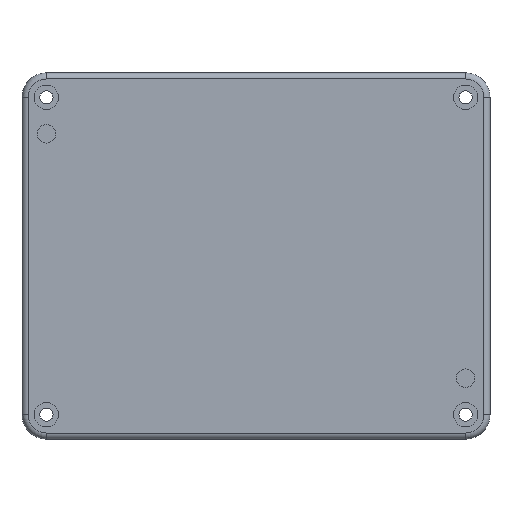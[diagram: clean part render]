
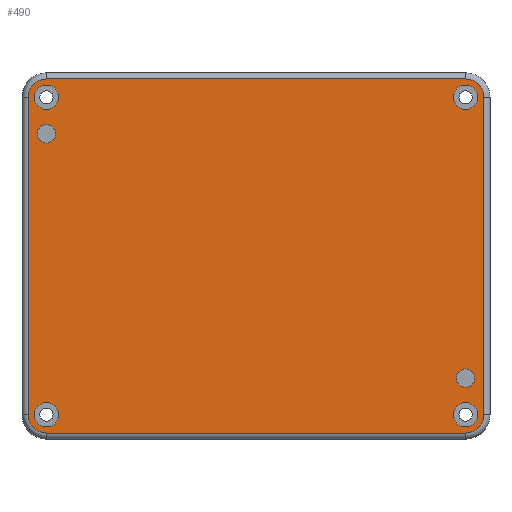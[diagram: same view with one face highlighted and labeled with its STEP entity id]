
A CAD part, front view. The second image highlights one B-rep face of the part: STEP entity #490.
In plain terms, the highlighted planar face has unit normal (0, -1, 0).
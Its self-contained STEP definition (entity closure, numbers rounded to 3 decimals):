
#490=ADVANCED_FACE('',(#1016,#1017,#1018,#1019,#1020,#1021,#1022),#1023,.T.);
#1016=FACE_BOUND('',#1551,.T.);
#1017=FACE_BOUND('',#1552,.T.);
#1018=FACE_BOUND('',#1553,.T.);
#1019=FACE_BOUND('',#1554,.T.);
#1020=FACE_BOUND('',#1555,.T.);
#1021=FACE_BOUND('',#1556,.T.);
#1022=FACE_OUTER_BOUND('',#1557,.T.);
#1023=PLANE('',#1558);
#1551=EDGE_LOOP('',(#2927,#2928));
#1552=EDGE_LOOP('',(#2929,#2930));
#1553=EDGE_LOOP('',(#2931,#2932));
#1554=EDGE_LOOP('',(#2933,#2934));
#1555=EDGE_LOOP('',(#2935,#2936));
#1556=EDGE_LOOP('',(#2937,#2938));
#1557=EDGE_LOOP('',(#2939,#2940,#2941,#2942,#2943,#2944,#2945,#2946));
#1558=AXIS2_PLACEMENT_3D('',#2947,#2948,#2949);
#2927=ORIENTED_EDGE('',*,*,#3328,.T.);
#2928=ORIENTED_EDGE('',*,*,#3326,.T.);
#2929=ORIENTED_EDGE('',*,*,#3335,.T.);
#2930=ORIENTED_EDGE('',*,*,#3316,.T.);
#2931=ORIENTED_EDGE('',*,*,#3342,.T.);
#2932=ORIENTED_EDGE('',*,*,#3306,.T.);
#2933=ORIENTED_EDGE('',*,*,#3353,.T.);
#2934=ORIENTED_EDGE('',*,*,#3291,.T.);
#2935=ORIENTED_EDGE('',*,*,#3364,.T.);
#2936=ORIENTED_EDGE('',*,*,#3276,.T.);
#2937=ORIENTED_EDGE('',*,*,#3375,.T.);
#2938=ORIENTED_EDGE('',*,*,#3261,.T.);
#2939=ORIENTED_EDGE('',*,*,#3538,.T.);
#2940=ORIENTED_EDGE('',*,*,#3542,.F.);
#2941=ORIENTED_EDGE('',*,*,#3562,.T.);
#2942=ORIENTED_EDGE('',*,*,#3563,.T.);
#2943=ORIENTED_EDGE('',*,*,#3564,.T.);
#2944=ORIENTED_EDGE('',*,*,#3565,.T.);
#2945=ORIENTED_EDGE('',*,*,#3560,.T.);
#2946=ORIENTED_EDGE('',*,*,#3566,.F.);
#2947=CARTESIAN_POINT('',(0.,-50.0,-45.0));
#2948=DIRECTION('',(0.0,-1.0,0.0));
#2949=DIRECTION('',(1.0,0.0,0.0));
#3261=EDGE_CURVE('',#3929,#3933,#3935,.T.);
#3276=EDGE_CURVE('',#3956,#3960,#3962,.T.);
#3291=EDGE_CURVE('',#3983,#3987,#3989,.T.);
#3306=EDGE_CURVE('',#4010,#4014,#4016,.T.);
#3316=EDGE_CURVE('',#4028,#4032,#4034,.T.);
#3326=EDGE_CURVE('',#4046,#4050,#4052,.T.);
#3328=EDGE_CURVE('',#4050,#4046,#4054,.T.);
#3335=EDGE_CURVE('',#4032,#4028,#4061,.T.);
#3342=EDGE_CURVE('',#4014,#4010,#4068,.T.);
#3353=EDGE_CURVE('',#3987,#3983,#4079,.T.);
#3364=EDGE_CURVE('',#3960,#3956,#4090,.T.);
#3375=EDGE_CURVE('',#3933,#3929,#4101,.T.);
#3538=EDGE_CURVE('',#4330,#4332,#4334,.T.);
#3542=EDGE_CURVE('',#4338,#4332,#4340,.T.);
#3560=EDGE_CURVE('',#4364,#4366,#4368,.T.);
#3562=EDGE_CURVE('',#4338,#4370,#4371,.T.);
#3563=EDGE_CURVE('',#4370,#4372,#4373,.T.);
#3564=EDGE_CURVE('',#4372,#4374,#4375,.T.);
#3565=EDGE_CURVE('',#4374,#4364,#4376,.T.);
#3566=EDGE_CURVE('',#4330,#4366,#4377,.T.);
#3929=VERTEX_POINT('',#4835);
#3933=VERTEX_POINT('',#4840);
#3935=CIRCLE('',#4843,3.);
#3956=VERTEX_POINT('',#4868);
#3960=VERTEX_POINT('',#4873);
#3962=CIRCLE('',#4876,3.);
#3983=VERTEX_POINT('',#4901);
#3987=VERTEX_POINT('',#4906);
#3989=CIRCLE('',#4909,3.);
#4010=VERTEX_POINT('',#4934);
#4014=VERTEX_POINT('',#4939);
#4016=CIRCLE('',#4942,3.);
#4028=VERTEX_POINT('',#4956);
#4032=VERTEX_POINT('',#4961);
#4034=CIRCLE('',#4964,2.25);
#4046=VERTEX_POINT('',#4978);
#4050=VERTEX_POINT('',#4983);
#4052=CIRCLE('',#4986,2.25);
#4054=CIRCLE('',#4988,2.25);
#4061=CIRCLE('',#4995,2.25);
#4068=CIRCLE('',#5002,3.);
#4079=CIRCLE('',#5013,3.);
#4090=CIRCLE('',#5024,3.);
#4101=CIRCLE('',#5035,3.);
#4330=VERTEX_POINT('',#5344);
#4332=VERTEX_POINT('',#5346);
#4334=CIRCLE('',#5348,4.5);
#4338=VERTEX_POINT('',#5353);
#4340=LINE('',#5355,#5356);
#4364=VERTEX_POINT('',#5387);
#4366=VERTEX_POINT('',#5389);
#4368=CIRCLE('',#5391,4.5);
#4370=VERTEX_POINT('',#5393);
#4371=CIRCLE('',#5394,4.5);
#4372=VERTEX_POINT('',#5395);
#4373=LINE('',#5396,#5397);
#4374=VERTEX_POINT('',#5398);
#4375=CIRCLE('',#5399,4.5);
#4376=LINE('',#5400,#5401);
#4377=LINE('',#5402,#5403);
#4835=CARTESIAN_POINT('',(-48.5,-50.0,-39.0));
#4840=CARTESIAN_POINT('',(-54.5,-50.0,-39.0));
#4843=AXIS2_PLACEMENT_3D('',#5747,#5748,#5749);
#4868=CARTESIAN_POINT('',(-48.5,-50.0,39.0));
#4873=CARTESIAN_POINT('',(-54.5,-50.0,39.0));
#4876=AXIS2_PLACEMENT_3D('',#5771,#5772,#5773);
#4901=CARTESIAN_POINT('',(54.5,-50.0,-39.0));
#4906=CARTESIAN_POINT('',(48.5,-50.0,-39.0));
#4909=AXIS2_PLACEMENT_3D('',#5795,#5796,#5797);
#4934=CARTESIAN_POINT('',(54.5,-50.0,39.0));
#4939=CARTESIAN_POINT('',(48.5,-50.0,39.0));
#4942=AXIS2_PLACEMENT_3D('',#5819,#5820,#5821);
#4956=CARTESIAN_POINT('',(53.75,-50.0,-30.0));
#4961=CARTESIAN_POINT('',(49.25,-50.0,-30.0));
#4964=AXIS2_PLACEMENT_3D('',#5835,#5836,#5837);
#4978=CARTESIAN_POINT('',(-49.25,-50.0,30.0));
#4983=CARTESIAN_POINT('',(-53.75,-50.0,30.0));
#4986=AXIS2_PLACEMENT_3D('',#5851,#5852,#5853);
#4988=AXIS2_PLACEMENT_3D('',#5854,#5855,#5856);
#4995=AXIS2_PLACEMENT_3D('',#5866,#5867,#5868);
#5002=AXIS2_PLACEMENT_3D('',#5878,#5879,#5880);
#5013=AXIS2_PLACEMENT_3D('',#5896,#5897,#5898);
#5024=AXIS2_PLACEMENT_3D('',#5914,#5915,#5916);
#5035=AXIS2_PLACEMENT_3D('',#5932,#5933,#5934);
#5344=CARTESIAN_POINT('',(-51.5,-50.0,43.5));
#5346=CARTESIAN_POINT('',(-56.0,-50.0,39.0));
#5348=AXIS2_PLACEMENT_3D('',#6120,#6121,#6122);
#5353=CARTESIAN_POINT('',(-56.0,-50.0,-39.0));
#5355=CARTESIAN_POINT('',(-56.0,-50.0,-45.0));
#5356=VECTOR('',#6127,1.0);
#5387=CARTESIAN_POINT('',(56.0,-50.0,39.0));
#5389=CARTESIAN_POINT('',(51.5,-50.0,43.5));
#5391=AXIS2_PLACEMENT_3D('',#6153,#6154,#6155);
#5393=CARTESIAN_POINT('',(-51.5,-50.0,-43.5));
#5394=AXIS2_PLACEMENT_3D('',#6156,#6157,#6158);
#5395=CARTESIAN_POINT('',(51.5,-50.0,-43.5));
#5396=CARTESIAN_POINT('',(0.,-50.0,-43.5));
#5397=VECTOR('',#6159,1.0);
#5398=CARTESIAN_POINT('',(56.0,-50.0,-39.0));
#5399=AXIS2_PLACEMENT_3D('',#6160,#6161,#6162);
#5400=CARTESIAN_POINT('',(56.0,-50.0,-45.0));
#5401=VECTOR('',#6163,1.0);
#5402=CARTESIAN_POINT('',(-28.75,-50.0,43.5));
#5403=VECTOR('',#6164,1.0);
#5747=CARTESIAN_POINT('',(-51.5,-50.0,-39.0));
#5748=DIRECTION('',(-0.0,1.0,0.0));
#5749=DIRECTION('',(1.0,0.0,0.0));
#5771=CARTESIAN_POINT('',(-51.5,-50.0,39.0));
#5772=DIRECTION('',(-0.0,1.0,0.0));
#5773=DIRECTION('',(1.0,0.0,0.0));
#5795=CARTESIAN_POINT('',(51.5,-50.0,-39.0));
#5796=DIRECTION('',(-0.0,1.0,0.0));
#5797=DIRECTION('',(1.0,0.0,0.0));
#5819=CARTESIAN_POINT('',(51.5,-50.0,39.0));
#5820=DIRECTION('',(-0.0,1.0,0.0));
#5821=DIRECTION('',(1.0,0.0,0.0));
#5835=CARTESIAN_POINT('',(51.5,-50.0,-30.0));
#5836=DIRECTION('',(-0.0,1.0,0.0));
#5837=DIRECTION('',(1.0,0.0,0.0));
#5851=CARTESIAN_POINT('',(-51.5,-50.0,30.0));
#5852=DIRECTION('',(-0.0,1.0,0.0));
#5853=DIRECTION('',(1.0,0.0,0.0));
#5854=CARTESIAN_POINT('',(-51.5,-50.0,30.0));
#5855=DIRECTION('',(-0.0,1.0,0.0));
#5856=DIRECTION('',(1.0,0.0,0.0));
#5866=CARTESIAN_POINT('',(51.5,-50.0,-30.0));
#5867=DIRECTION('',(-0.0,1.0,0.0));
#5868=DIRECTION('',(1.0,0.0,0.0));
#5878=CARTESIAN_POINT('',(51.5,-50.0,39.0));
#5879=DIRECTION('',(-0.0,1.0,0.0));
#5880=DIRECTION('',(1.0,0.0,0.0));
#5896=CARTESIAN_POINT('',(51.5,-50.0,-39.0));
#5897=DIRECTION('',(-0.0,1.0,0.0));
#5898=DIRECTION('',(1.0,0.0,0.0));
#5914=CARTESIAN_POINT('',(-51.5,-50.0,39.0));
#5915=DIRECTION('',(-0.0,1.0,0.0));
#5916=DIRECTION('',(1.0,0.0,0.0));
#5932=CARTESIAN_POINT('',(-51.5,-50.0,-39.0));
#5933=DIRECTION('',(-0.0,1.0,0.0));
#5934=DIRECTION('',(1.0,0.0,0.0));
#6120=CARTESIAN_POINT('',(-51.5,-50.0,39.0));
#6121=DIRECTION('',(0.0,-1.0,-0.0));
#6122=DIRECTION('',(-1.0,0.0,0.));
#6127=DIRECTION('',(0.0,0.0,1.0));
#6153=CARTESIAN_POINT('',(51.5,-50.0,39.0));
#6154=DIRECTION('',(0.0,-1.0,0.0));
#6155=DIRECTION('',(0.,0.0,1.0));
#6156=CARTESIAN_POINT('',(-51.5,-50.0,-39.0));
#6157=DIRECTION('',(0.0,-1.0,0.0));
#6158=DIRECTION('',(0.,0.0,-1.0));
#6159=DIRECTION('',(1.0,0.0,0.));
#6160=CARTESIAN_POINT('',(51.5,-50.0,-39.0));
#6161=DIRECTION('',(0.0,-1.0,0.0));
#6162=DIRECTION('',(1.0,0.0,0.0));
#6163=DIRECTION('',(0.0,0.0,1.0));
#6164=DIRECTION('',(1.0,0.0,0.));
